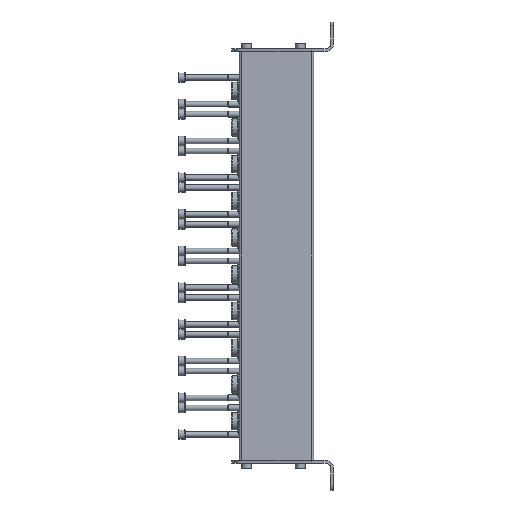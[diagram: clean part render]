
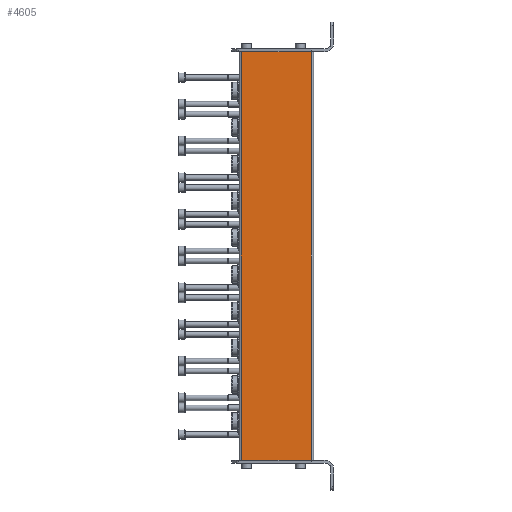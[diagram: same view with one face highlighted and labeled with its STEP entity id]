
A CAD part, left-side view. The second image highlights one B-rep face of the part: STEP entity #4605.
In plain terms, the highlighted planar face has unit normal (-1, 0, 0).
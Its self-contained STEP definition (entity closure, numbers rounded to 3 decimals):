
#322=LINE('',#7402,#560);
#323=LINE('',#7405,#561);
#324=LINE('',#7407,#562);
#325=LINE('',#7409,#563);
#560=VECTOR('',#5653,1000.);
#561=VECTOR('',#5654,1000.);
#562=VECTOR('',#5655,1000.);
#563=VECTOR('',#5656,1000.);
#798=PLANE('',#4990);
#1224=ORIENTED_EDGE('',*,*,#2374,.F.);
#1225=ORIENTED_EDGE('',*,*,#2375,.F.);
#1226=ORIENTED_EDGE('',*,*,#2376,.T.);
#1227=ORIENTED_EDGE('',*,*,#2377,.T.);
#2374=EDGE_CURVE('',#2949,#2950,#322,.T.);
#2375=EDGE_CURVE('',#2951,#2949,#323,.T.);
#2376=EDGE_CURVE('',#2951,#2952,#324,.T.);
#2377=EDGE_CURVE('',#2952,#2950,#325,.T.);
#2949=VERTEX_POINT('',#7403);
#2950=VERTEX_POINT('',#7404);
#2951=VERTEX_POINT('',#7406);
#2952=VERTEX_POINT('',#7408);
#3448=EDGE_LOOP('',(#1224,#1225,#1226,#1227));
#3962=FACE_BOUND('',#3448,.T.);
#4605=ADVANCED_FACE('',(#3962),#798,.T.);
#4990=AXIS2_PLACEMENT_3D('',#7401,#5651,#5652);
#5651=DIRECTION('',(-1.,0.,0.));
#5652=DIRECTION('',(0.,0.,1.));
#5653=DIRECTION('',(0.,-1.,0.));
#5654=DIRECTION('',(0.,0.,1.));
#5655=DIRECTION('',(0.,-1.,0.));
#5656=DIRECTION('',(0.,0.,1.));
#7401=CARTESIAN_POINT('',(-17.,28.,-356.));
#7402=CARTESIAN_POINT('',(-17.,28.,0.));
#7403=CARTESIAN_POINT('',(-17.,28.,0.));
#7404=CARTESIAN_POINT('',(-17.,-33.,0.));
#7405=CARTESIAN_POINT('',(-17.,28.,-356.));
#7406=CARTESIAN_POINT('',(-17.,28.,-356.));
#7407=CARTESIAN_POINT('',(-17.,28.,-356.));
#7408=CARTESIAN_POINT('',(-17.,-33.,-356.));
#7409=CARTESIAN_POINT('',(-17.,-33.,-356.));
